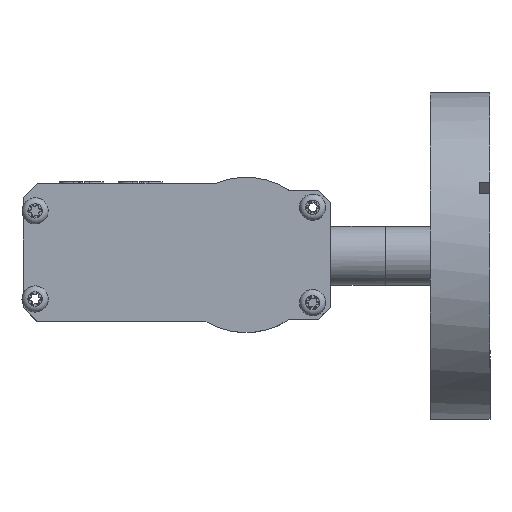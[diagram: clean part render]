
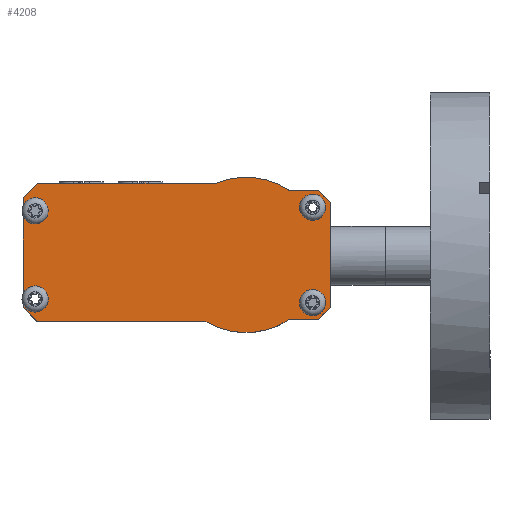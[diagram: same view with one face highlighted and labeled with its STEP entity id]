
A CAD part, left-side view. The second image highlights one B-rep face of the part: STEP entity #4208.
In plain terms, the highlighted planar face has unit normal (-1, 0, 0).
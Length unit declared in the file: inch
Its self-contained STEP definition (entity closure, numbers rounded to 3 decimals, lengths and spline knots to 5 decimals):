
#5 = CARTESIAN_POINT ( 'NONE',  ( -2.06, 0.002, 0. ) ) ;
#347 = CARTESIAN_POINT ( 'NONE',  ( -2.06, -0.708, 0.44 ) ) ;
#456 = CARTESIAN_POINT ( 'NONE',  ( -2.06, 0.002, 0. ) ) ;
#624 = CARTESIAN_POINT ( 'NONE',  ( -2.06, -0.708, -0.44 ) ) ;
#1212 = CARTESIAN_POINT ( 'NONE',  ( -2.06, 1.752, 0.6 ) ) ;
#1313 = EDGE_CURVE ( 'NONE', #22014, #22014, #2123, .T. ) ;
#1738 = EDGE_LOOP ( 'NONE', ( #10063 ) ) ;
#1781 = DIRECTION ( 'NONE',  ( -1., 0., 0. ) ) ;
#2096 = CARTESIAN_POINT ( 'NONE',  ( -2.06, 1.872, -0.44 ) ) ;
#2123 = CIRCLE ( 'NONE', #12746, 0.06 ) ;
#2169 = DIRECTION ( 'NONE',  ( 0., 0., -1. ) ) ;
#2256 = DIRECTION ( 'NONE',  ( 0., 0., 1. ) ) ;
#2310 = EDGE_LOOP ( 'NONE', ( #19317 ) ) ;
#2320 = DIRECTION ( 'NONE',  ( -1., 0., 0. ) ) ;
#2365 = FACE_BOUND ( 'NONE', #1738, .T. ) ;
#2553 = VECTOR ( 'NONE', #18271, 39.37008 ) ;
#2698 = DIRECTION ( 'NONE',  ( 0., 0., -1. ) ) ;
#3039 = CARTESIAN_POINT ( 'NONE',  ( -2.06, -0.708, 0.44 ) ) ;
#3693 = VERTEX_POINT ( 'NONE', #11099 ) ;
#3854 = LINE ( 'NONE', #20061, #9104 ) ;
#3930 = ORIENTED_EDGE ( 'NONE', *, *, #17018, .T. ) ;
#4128 = EDGE_CURVE ( 'NONE', #23161, #11992, #16048, .T. ) ;
#4208 = ADVANCED_FACE ( 'NONE', ( #8307, #26206, #26908, #14261, #2365 ), #17701, .T. ) ;
#4249 = EDGE_CURVE ( 'NONE', #13951, #13951, #16709, .T. ) ;
#4250 = EDGE_CURVE ( 'NONE', #19314, #17802, #4803, .T. ) ;
#4730 = VECTOR ( 'NONE', #20637, 39.37008 ) ;
#4803 = LINE ( 'NONE', #25035, #21960 ) ;
#4864 = AXIS2_PLACEMENT_3D ( 'NONE', #15187, #1781, #17425 ) ;
#4982 = DIRECTION ( 'NONE',  ( -1., 0., 0. ) ) ;
#5447 = VECTOR ( 'NONE', #7451, 39.37008 ) ;
#5706 = VERTEX_POINT ( 'NONE', #24437 ) ;
#6071 = CARTESIAN_POINT ( 'NONE',  ( -2.06, -0.36427, 0.54 ) ) ;
#6217 = CIRCLE ( 'NONE', #4864, 0.6525 ) ;
#6248 = ORIENTED_EDGE ( 'NONE', *, *, #1313, .F. ) ;
#6381 = VERTEX_POINT ( 'NONE', #347 ) ;
#7005 = CARTESIAN_POINT ( 'NONE',  ( -2.06, 1.752, -0.56 ) ) ;
#7218 = ORIENTED_EDGE ( 'NONE', *, *, #18052, .T. ) ;
#7232 = DIRECTION ( 'NONE',  ( 0., 0.707, -0.707 ) ) ;
#7393 = CARTESIAN_POINT ( 'NONE',  ( -2.06, 1.872, 0.48 ) ) ;
#7451 = DIRECTION ( 'NONE',  ( 0., 0., 1. ) ) ;
#7466 = CARTESIAN_POINT ( 'NONE',  ( -2.06, 0.3369, -0.56 ) ) ;
#7593 = VERTEX_POINT ( 'NONE', #7005 ) ;
#7840 = VERTEX_POINT ( 'NONE', #10358 ) ;
#8307 = FACE_BOUND ( 'NONE', #24593, .T. ) ;
#9104 = VECTOR ( 'NONE', #2169, 39.37008 ) ;
#9392 = VECTOR ( 'NONE', #15066, 39.37008 ) ;
#9610 = CARTESIAN_POINT ( 'NONE',  ( -2.06, -0.558, -0.4 ) ) ;
#9756 = ORIENTED_EDGE ( 'NONE', *, *, #17783, .T. ) ;
#9841 = VERTEX_POINT ( 'NONE', #2096 ) ;
#9969 = ORIENTED_EDGE ( 'NONE', *, *, #26565, .T. ) ;
#10063 = ORIENTED_EDGE ( 'NONE', *, *, #4249, .F. ) ;
#10228 = DIRECTION ( 'NONE',  ( 0., -0.707, -0.707 ) ) ;
#10358 = CARTESIAN_POINT ( 'NONE',  ( -2.06, -0.708, -0.44 ) ) ;
#10405 = EDGE_CURVE ( 'NONE', #7593, #14457, #20029, .T. ) ;
#10860 = CIRCLE ( 'NONE', #27175, 0.06 ) ;
#10893 = ORIENTED_EDGE ( 'NONE', *, *, #26352, .T. ) ;
#11044 = EDGE_CURVE ( 'NONE', #17802, #9841, #3854, .T. ) ;
#11099 = CARTESIAN_POINT ( 'NONE',  ( -2.06, 0.25843, 0.6 ) ) ;
#11630 = DIRECTION ( 'NONE',  ( -1., 0., 0. ) ) ;
#11849 = DIRECTION ( 'NONE',  ( 0., 0., -1. ) ) ;
#11950 = ORIENTED_EDGE ( 'NONE', *, *, #25622, .T. ) ;
#11987 = VECTOR ( 'NONE', #21579, 39.37008 ) ;
#11992 = VERTEX_POINT ( 'NONE', #14631 ) ;
#12746 = AXIS2_PLACEMENT_3D ( 'NONE', #15742, #2320, #17968 ) ;
#12937 = AXIS2_PLACEMENT_3D ( 'NONE', #5, #15675, #2256 ) ;
#13224 = VERTEX_POINT ( 'NONE', #28992 ) ;
#13347 = EDGE_LOOP ( 'NONE', ( #6248 ) ) ;
#13951 = VERTEX_POINT ( 'NONE', #17123 ) ;
#13967 = CARTESIAN_POINT ( 'NONE',  ( -2.06, -0.558, -0.46 ) ) ;
#14261 = FACE_BOUND ( 'NONE', #2310, .T. ) ;
#14434 = AXIS2_PLACEMENT_3D ( 'NONE', #18392, #4982, #20622 ) ;
#14457 = VERTEX_POINT ( 'NONE', #7466 ) ;
#14631 = CARTESIAN_POINT ( 'NONE',  ( -2.06, -0.608, -0.54 ) ) ;
#15066 = DIRECTION ( 'NONE',  ( 0., -1., 0. ) ) ;
#15187 = CARTESIAN_POINT ( 'NONE',  ( -2.06, 0.002, 0. ) ) ;
#15633 = EDGE_CURVE ( 'NONE', #6381, #5706, #24810, .T. ) ;
#15675 = DIRECTION ( 'NONE',  ( -1., 0., 0. ) ) ;
#15742 = CARTESIAN_POINT ( 'NONE',  ( -2.06, 1.772, 0.37 ) ) ;
#15914 = LINE ( 'NONE', #18459, #27136 ) ;
#15963 = EDGE_LOOP ( 'NONE', ( #20329, #23887, #3930, #7218, #21460, #21490, #9969, #22347, #10893, #25376, #9756, #11950 ) ) ;
#16040 = CARTESIAN_POINT ( 'NONE',  ( -2.06, 0.25843, 0.6 ) ) ;
#16048 = LINE ( 'NONE', #17321, #9392 ) ;
#16114 = DIRECTION ( 'NONE',  ( -1., 0., 0. ) ) ;
#16709 = CIRCLE ( 'NONE', #14434, 0.06 ) ;
#17018 = EDGE_CURVE ( 'NONE', #24241, #3693, #6217, .T. ) ;
#17123 = CARTESIAN_POINT ( 'NONE',  ( -2.06, 1.772, -0.43 ) ) ;
#17321 = CARTESIAN_POINT ( 'NONE',  ( -2.06, -0.36427, -0.54 ) ) ;
#17358 = LINE ( 'NONE', #624, #5447 ) ;
#17425 = DIRECTION ( 'NONE',  ( 0., 0., 1. ) ) ;
#17461 = VECTOR ( 'NONE', #20925, 39.37008 ) ;
#17701 = PLANE ( 'NONE',  #12937 ) ;
#17783 = EDGE_CURVE ( 'NONE', #11992, #7840, #15914, .T. ) ;
#17802 = VERTEX_POINT ( 'NONE', #7393 ) ;
#17968 = DIRECTION ( 'NONE',  ( 0., 0., 1. ) ) ;
#18052 = EDGE_CURVE ( 'NONE', #3693, #19314, #19695, .T. ) ;
#18271 = DIRECTION ( 'NONE',  ( 0., 1., 0. ) ) ;
#18392 = CARTESIAN_POINT ( 'NONE',  ( -2.06, 1.772, -0.37 ) ) ;
#18459 = CARTESIAN_POINT ( 'NONE',  ( -2.06, -0.708, -0.44 ) ) ;
#18532 = LINE ( 'NONE', #25898, #24467 ) ;
#19314 = VERTEX_POINT ( 'NONE', #1212 ) ;
#19317 = ORIENTED_EDGE ( 'NONE', *, *, #21625, .F. ) ;
#19506 = VERTEX_POINT ( 'NONE', #13967 ) ;
#19695 = LINE ( 'NONE', #16040, #2553 ) ;
#20029 = LINE ( 'NONE', #28376, #11987 ) ;
#20061 = CARTESIAN_POINT ( 'NONE',  ( -2.06, 1.872, 0. ) ) ;
#20329 = ORIENTED_EDGE ( 'NONE', *, *, #15633, .T. ) ;
#20622 = DIRECTION ( 'NONE',  ( 0., 0., -1. ) ) ;
#20637 = DIRECTION ( 'NONE',  ( 0., 1., 0. ) ) ;
#20786 = ORIENTED_EDGE ( 'NONE', *, *, #28887, .F. ) ;
#20925 = DIRECTION ( 'NONE',  ( 0., 0.707, 0.707 ) ) ;
#21081 = EDGE_CURVE ( 'NONE', #5706, #24241, #21883, .T. ) ;
#21460 = ORIENTED_EDGE ( 'NONE', *, *, #4250, .T. ) ;
#21490 = ORIENTED_EDGE ( 'NONE', *, *, #11044, .T. ) ;
#21579 = DIRECTION ( 'NONE',  ( 0., -1., 0. ) ) ;
#21625 = EDGE_CURVE ( 'NONE', #13224, #13224, #27084, .T. ) ;
#21883 = LINE ( 'NONE', #25138, #4730 ) ;
#21960 = VECTOR ( 'NONE', #7232, 39.37008 ) ;
#22014 = VERTEX_POINT ( 'NONE', #28232 ) ;
#22347 = ORIENTED_EDGE ( 'NONE', *, *, #10405, .T. ) ;
#23161 = VERTEX_POINT ( 'NONE', #26838 ) ;
#23887 = ORIENTED_EDGE ( 'NONE', *, *, #21081, .T. ) ;
#24241 = VERTEX_POINT ( 'NONE', #6071 ) ;
#24437 = CARTESIAN_POINT ( 'NONE',  ( -2.06, -0.608, 0.54 ) ) ;
#24467 = VECTOR ( 'NONE', #10228, 39.37008 ) ;
#24593 = EDGE_LOOP ( 'NONE', ( #20786 ) ) ;
#24810 = LINE ( 'NONE', #3039, #17461 ) ;
#25013 = CARTESIAN_POINT ( 'NONE',  ( -2.06, -0.558, 0.4 ) ) ;
#25035 = CARTESIAN_POINT ( 'NONE',  ( -2.06, 1.752, 0.6 ) ) ;
#25138 = CARTESIAN_POINT ( 'NONE',  ( -2.06, -0.43639, 0.54 ) ) ;
#25235 = DIRECTION ( 'NONE',  ( -1., 0., 0. ) ) ;
#25376 = ORIENTED_EDGE ( 'NONE', *, *, #4128, .T. ) ;
#25622 = EDGE_CURVE ( 'NONE', #7840, #6381, #17358, .T. ) ;
#25898 = CARTESIAN_POINT ( 'NONE',  ( -2.06, 1.752, -0.56 ) ) ;
#26088 = AXIS2_PLACEMENT_3D ( 'NONE', #25013, #11630, #27308 ) ;
#26206 = FACE_BOUND ( 'NONE', #13347, .T. ) ;
#26352 = EDGE_CURVE ( 'NONE', #14457, #23161, #28769, .T. ) ;
#26565 = EDGE_CURVE ( 'NONE', #9841, #7593, #18532, .T. ) ;
#26838 = CARTESIAN_POINT ( 'NONE',  ( -2.06, -0.36427, -0.54 ) ) ;
#26908 = FACE_OUTER_BOUND ( 'NONE', #15963, .T. ) ;
#27084 = CIRCLE ( 'NONE', #26088, 0.06 ) ;
#27136 = VECTOR ( 'NONE', #27507, 39.37008 ) ;
#27175 = AXIS2_PLACEMENT_3D ( 'NONE', #9610, #25235, #11849 ) ;
#27308 = DIRECTION ( 'NONE',  ( 0., 0., 1. ) ) ;
#27507 = DIRECTION ( 'NONE',  ( 0., -0.707, 0.707 ) ) ;
#27637 = AXIS2_PLACEMENT_3D ( 'NONE', #456, #16114, #2698 ) ;
#28232 = CARTESIAN_POINT ( 'NONE',  ( -2.06, 1.772, 0.43 ) ) ;
#28376 = CARTESIAN_POINT ( 'NONE',  ( -2.06, 0.3369, -0.56 ) ) ;
#28769 = CIRCLE ( 'NONE', #27637, 0.6525 ) ;
#28887 = EDGE_CURVE ( 'NONE', #19506, #19506, #10860, .T. ) ;
#28992 = CARTESIAN_POINT ( 'NONE',  ( -2.06, -0.558, 0.46 ) ) ;
